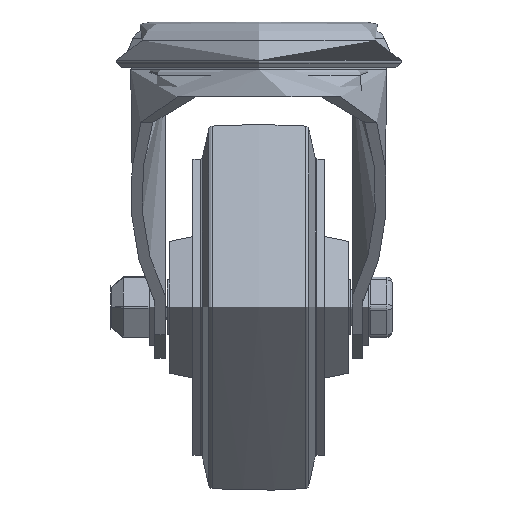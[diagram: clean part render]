
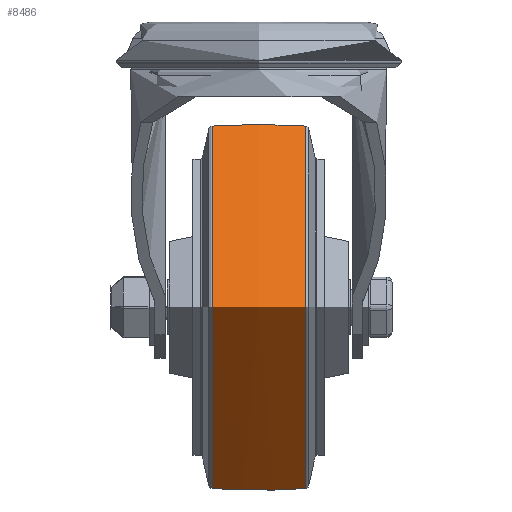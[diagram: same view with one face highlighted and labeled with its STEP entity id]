
A CAD part, left-side view. The second image highlights one B-rep face of the part: STEP entity #8486.
In plain terms, the highlighted free-form (B-spline) face has degree [2, 2] with [3, 9] control points.
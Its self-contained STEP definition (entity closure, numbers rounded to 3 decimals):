
#31=(
BOUNDED_SURFACE()
B_SPLINE_SURFACE(2,2,((#16240,#16241,#16242,#16243,#16244,#16245,#16246,
#16247,#16248),(#16249,#16250,#16251,#16252,#16253,#16254,#16255,#16256,
#16257),(#16258,#16259,#16260,#16261,#16262,#16263,#16264,#16265,#16266)),
 .UNSPECIFIED.,.F.,.T.,.F.)
B_SPLINE_SURFACE_WITH_KNOTS((3,3),(3,2,2,2,3),(-0.07,0.07),
(-3.142,-1.571,0.,1.571,3.142),
 .UNSPECIFIED.)
GEOMETRIC_REPRESENTATION_ITEM()
RATIONAL_B_SPLINE_SURFACE(((1.,0.707,1.,0.707,1.,
0.707,1.,0.707,1.),(0.998,0.705,
0.998,0.705,0.998,0.705,
0.998,0.705,0.998),(1.,0.707,
1.,0.707,1.,0.707,1.,0.707,1.)))
REPRESENTATION_ITEM('')
SURFACE()
);
#2429=FACE_OUTER_BOUND('',#2948,.T.);
#2948=EDGE_LOOP('',(#6682,#6683,#6684,#6685));
#3458=CIRCLE('',#9295,49.554);
#3459=CIRCLE('',#9296,182.5);
#3460=CIRCLE('',#9297,49.554);
#3978=VERTEX_POINT('',#16237);
#3979=VERTEX_POINT('',#16267);
#4949=EDGE_CURVE('',#3978,#3978,#3458,.T.);
#4950=EDGE_CURVE('',#3978,#3979,#3459,.T.);
#4951=EDGE_CURVE('',#3979,#3979,#3460,.T.);
#6682=ORIENTED_EDGE('',*,*,#4949,.F.);
#6683=ORIENTED_EDGE('',*,*,#4950,.T.);
#6684=ORIENTED_EDGE('',*,*,#4951,.T.);
#6685=ORIENTED_EDGE('',*,*,#4950,.F.);
#8486=ADVANCED_FACE('',(#2429),#31,.F.);
#9295=AXIS2_PLACEMENT_3D('',#16239,#10737,#10738);
#9296=AXIS2_PLACEMENT_3D('',#16268,#10739,#10740);
#9297=AXIS2_PLACEMENT_3D('',#16269,#10741,#10742);
#10737=DIRECTION('center_axis',(0.,1.,0.));
#10738=DIRECTION('ref_axis',(0.,0.,
1.));
#10739=DIRECTION('center_axis',(-1.,0.,0.));
#10740=DIRECTION('ref_axis',(0.,0.,
-1.));
#10741=DIRECTION('center_axis',(0.,1.,0.));
#10742=DIRECTION('ref_axis',(0.,0.,
1.));
#16237=CARTESIAN_POINT('',(0.,12.756,-49.554));
#16239=CARTESIAN_POINT('Origin',(0.,12.756,
0.));
#16240=CARTESIAN_POINT('Ctrl Pts',(0.,-12.756,
-49.554));
#16241=CARTESIAN_POINT('Ctrl Pts',(-49.554,-12.756,
-49.554));
#16242=CARTESIAN_POINT('Ctrl Pts',(-49.554,-12.756,
0.));
#16243=CARTESIAN_POINT('Ctrl Pts',(-49.554,-12.756,
49.554));
#16244=CARTESIAN_POINT('Ctrl Pts',(0.,-12.756,
49.554));
#16245=CARTESIAN_POINT('Ctrl Pts',(49.554,-12.756,49.554));
#16246=CARTESIAN_POINT('Ctrl Pts',(49.554,-12.756,0.));
#16247=CARTESIAN_POINT('Ctrl Pts',(49.554,-12.756,-49.554));
#16248=CARTESIAN_POINT('Ctrl Pts',(0.,-12.756,
-49.554));
#16249=CARTESIAN_POINT('Ctrl Pts',(0.,0.,
-50.447));
#16250=CARTESIAN_POINT('Ctrl Pts',(-50.447,0.,
-50.447));
#16251=CARTESIAN_POINT('Ctrl Pts',(-50.447,0.,
0.));
#16252=CARTESIAN_POINT('Ctrl Pts',(-50.447,0.,
50.447));
#16253=CARTESIAN_POINT('Ctrl Pts',(0.,0.,
50.447));
#16254=CARTESIAN_POINT('Ctrl Pts',(50.447,0.,
50.447));
#16255=CARTESIAN_POINT('Ctrl Pts',(50.447,0.,
0.));
#16256=CARTESIAN_POINT('Ctrl Pts',(50.447,0.,
-50.447));
#16257=CARTESIAN_POINT('Ctrl Pts',(0.,0.,
-50.447));
#16258=CARTESIAN_POINT('Ctrl Pts',(0.,12.756,
-49.554));
#16259=CARTESIAN_POINT('Ctrl Pts',(-49.554,12.756,-49.554));
#16260=CARTESIAN_POINT('Ctrl Pts',(-49.554,12.756,0.));
#16261=CARTESIAN_POINT('Ctrl Pts',(-49.554,12.756,49.554));
#16262=CARTESIAN_POINT('Ctrl Pts',(0.,12.756,
49.554));
#16263=CARTESIAN_POINT('Ctrl Pts',(49.554,12.756,49.554));
#16264=CARTESIAN_POINT('Ctrl Pts',(49.554,12.756,0.));
#16265=CARTESIAN_POINT('Ctrl Pts',(49.554,12.756,-49.554));
#16266=CARTESIAN_POINT('Ctrl Pts',(0.,12.756,
-49.554));
#16267=CARTESIAN_POINT('',(0.,-12.756,-49.554));
#16268=CARTESIAN_POINT('Origin',(0.,0.,
132.5));
#16269=CARTESIAN_POINT('Origin',(0.,-12.756,
0.));
